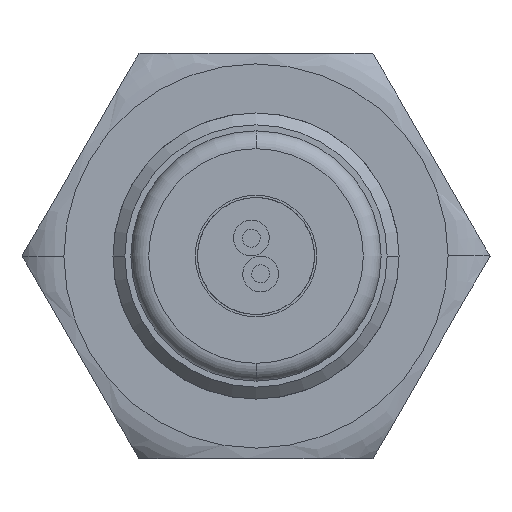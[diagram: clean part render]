
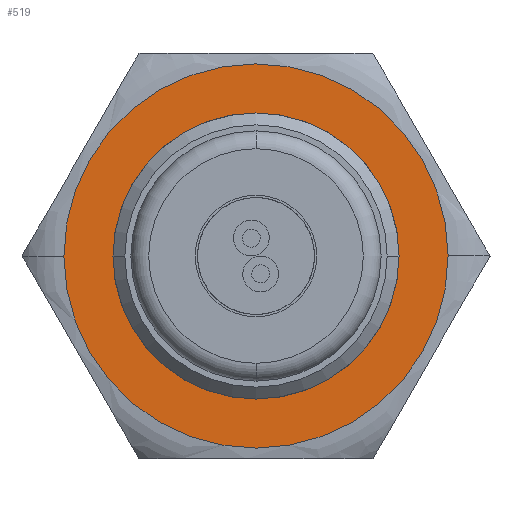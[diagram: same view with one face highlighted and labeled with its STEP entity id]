
A CAD part, front view. The second image highlights one B-rep face of the part: STEP entity #519.
In plain terms, the highlighted face is planar.
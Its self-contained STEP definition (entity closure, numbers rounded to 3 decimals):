
#158 = FACE_OUTER_BOUND ( 'NONE', #2616, .T. ) ;
#181 = ORIENTED_EDGE ( 'NONE', *, *, #2504, .T. ) ;
#260 = AXIS2_PLACEMENT_3D ( 'NONE', #627, #2291, #1085 ) ;
#380 = CARTESIAN_POINT ( 'NONE',  ( -8.058, 0., 2. ) ) ;
#409 = EDGE_CURVE ( 'NONE', #2286, #831, #1868, .T. ) ;
#436 = CARTESIAN_POINT ( 'NONE',  ( 8.058, 0., 2. ) ) ;
#475 = CIRCLE ( 'NONE', #1989, 8.058 ) ;
#519 = ADVANCED_FACE ( 'NONE', ( #158, #1158 ), #558, .F. ) ;
#558 = PLANE ( 'NONE',  #761 ) ;
#588 = VERTEX_POINT ( 'NONE', #380 ) ;
#627 = CARTESIAN_POINT ( 'NONE',  ( 0., 0., 2. ) ) ;
#737 = AXIS2_PLACEMENT_3D ( 'NONE', #1755, #2143, #1913 ) ;
#754 = DIRECTION ( 'NONE',  ( -1., 0., 0. ) ) ;
#761 = AXIS2_PLACEMENT_3D ( 'NONE', #954, #1759, #754 ) ;
#831 = VERTEX_POINT ( 'NONE', #1319 ) ;
#954 = CARTESIAN_POINT ( 'NONE',  ( 0., 0., 2. ) ) ;
#997 = ORIENTED_EDGE ( 'NONE', *, *, #2331, .T. ) ;
#1035 = DIRECTION ( 'NONE',  ( 1., 0., 0. ) ) ;
#1085 = DIRECTION ( 'NONE',  ( 1., 0., 0. ) ) ;
#1158 = FACE_BOUND ( 'NONE', #1629, .T. ) ;
#1160 = ORIENTED_EDGE ( 'NONE', *, *, #2417, .F. ) ;
#1178 = DIRECTION ( 'NONE',  ( 1., 0., 0. ) ) ;
#1319 = CARTESIAN_POINT ( 'NONE',  ( 6., 0., 2. ) ) ;
#1365 = ORIENTED_EDGE ( 'NONE', *, *, #409, .F. ) ;
#1469 = CARTESIAN_POINT ( 'NONE',  ( 0., 0., 2. ) ) ;
#1499 = VERTEX_POINT ( 'NONE', #436 ) ;
#1588 = DIRECTION ( 'NONE',  ( 0., 0., 1. ) ) ;
#1629 = EDGE_LOOP ( 'NONE', ( #1365, #1160 ) ) ;
#1755 = CARTESIAN_POINT ( 'NONE',  ( 0., 0., 2. ) ) ;
#1759 = DIRECTION ( 'NONE',  ( 0., 0., -1. ) ) ;
#1848 = CARTESIAN_POINT ( 'NONE',  ( 0., 0., 2. ) ) ;
#1868 = CIRCLE ( 'NONE', #2474, 6. ) ;
#1913 = DIRECTION ( 'NONE',  ( 1., 0., 0. ) ) ;
#1989 = AXIS2_PLACEMENT_3D ( 'NONE', #1469, #2105, #1035 ) ;
#2105 = DIRECTION ( 'NONE',  ( 0., 0., 1. ) ) ;
#2143 = DIRECTION ( 'NONE',  ( 0., 0., 1. ) ) ;
#2148 = CIRCLE ( 'NONE', #737, 8.058 ) ;
#2214 = CIRCLE ( 'NONE', #260, 6. ) ;
#2286 = VERTEX_POINT ( 'NONE', #2330 ) ;
#2291 = DIRECTION ( 'NONE',  ( 0., 0., 1. ) ) ;
#2330 = CARTESIAN_POINT ( 'NONE',  ( -6., 0., 2. ) ) ;
#2331 = EDGE_CURVE ( 'NONE', #1499, #588, #2148, .T. ) ;
#2417 = EDGE_CURVE ( 'NONE', #831, #2286, #2214, .T. ) ;
#2474 = AXIS2_PLACEMENT_3D ( 'NONE', #1848, #1588, #1178 ) ;
#2504 = EDGE_CURVE ( 'NONE', #588, #1499, #475, .T. ) ;
#2616 = EDGE_LOOP ( 'NONE', ( #997, #181 ) ) ;
